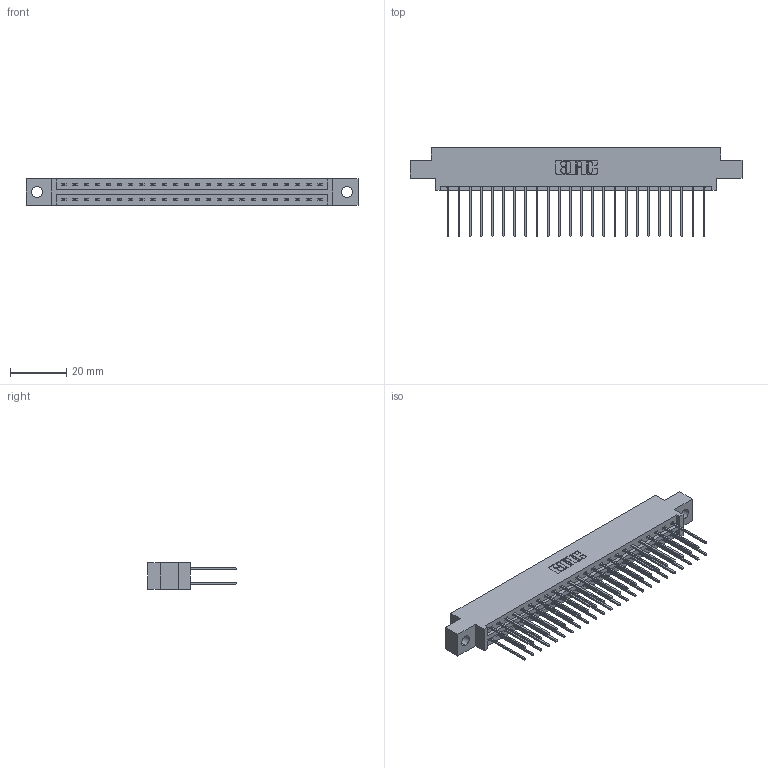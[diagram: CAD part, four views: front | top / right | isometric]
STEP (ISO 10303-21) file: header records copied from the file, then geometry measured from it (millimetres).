
FILE_DESCRIPTION (( 'STEP AP203' ), '1' );
FILE_NAME ('387-048-542-804.STEP', '2018-09-20T06:13:21', ( '' ), ( '' ), 'SwSTEP 2.0', 'SolidWorks 2016', '' );
FILE_SCHEMA (( 'CONFIG_CONTROL_DESIGN' ));
Length unit declared in the file: inch
Products named in the file (3): 387-048-542-804; 337 Part_0.170 Offset - 0.156 Dia-TH; 345-292-001_345-293-142
Assembly tree (49 placements, depth 2):
  387-048-542-804
    337 Part_0.170 Offset - 0.156 Dia-TH
    345-292-001_345-293-142  x48
Bounding box: 118.11 x 31.63 x 9.4 mm (x, y, z)
Volume: 12226.2 mm3; surface area: 14667.6 mm2
Topology: 49 solids, 49 shells, 2710 faces, 8051 edges, 5302 vertices
Faces by surface type: plane 1898, cylinder 812
Entity records: 21089 total; most frequent: CARTESIAN_POINT 3570, ORIENTED_EDGE 3506, DIRECTION 3069, EDGE_CURVE 1753, LINE 1625, VECTOR 1625, VERTEX_POINT 1166, AXIS2_PLACEMENT_3D 722
